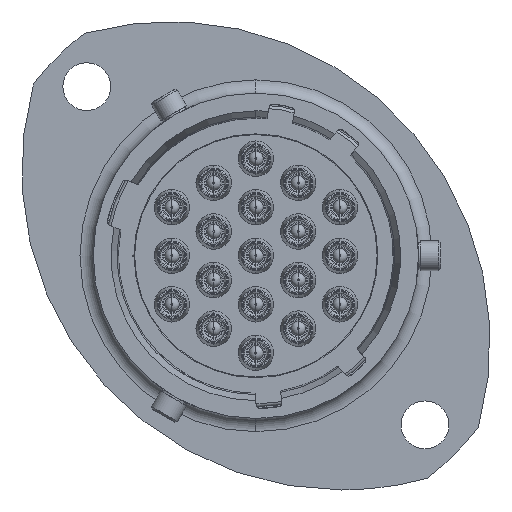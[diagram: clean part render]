
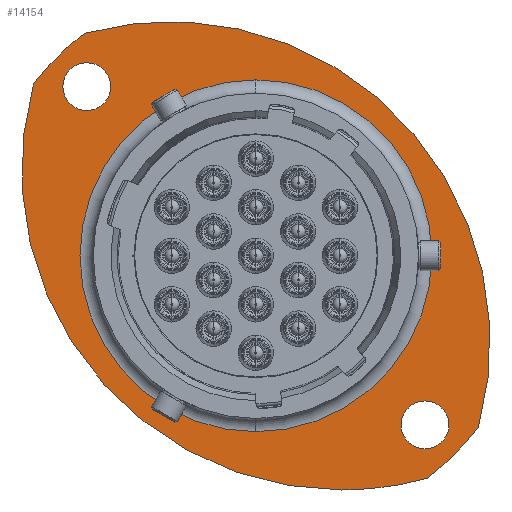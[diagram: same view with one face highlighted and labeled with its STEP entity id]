
A CAD part, left-side view. The second image highlights one B-rep face of the part: STEP entity #14154.
In plain terms, the highlighted planar face has unit normal (-1, 0, 0).
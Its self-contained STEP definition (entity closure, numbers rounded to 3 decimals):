
#395 = VERTEX_POINT ( 'NONE', #17509 ) ;
#637 = CARTESIAN_POINT ( 'NONE',  ( 15.98, -5.834, 5.834 ) ) ;
#712 = FACE_BOUND ( 'NONE', #17280, .T. ) ;
#908 = AXIS2_PLACEMENT_3D ( 'NONE', #18287, #41693, #21653 ) ;
#935 = CIRCLE ( 'NONE', #23545, 1.625 ) ;
#1225 = VERTEX_POINT ( 'NONE', #23632 ) ;
#1286 = CARTESIAN_POINT ( 'NONE',  ( 15.98, 0., -11.955 ) ) ;
#1592 = CIRCLE ( 'NONE', #908, 21.75 ) ;
#1689 = CARTESIAN_POINT ( 'NONE',  ( 15.98, -11.49, -9.865 ) ) ;
#2423 = DIRECTION ( 'NONE',  ( 0., 0., -1. ) ) ;
#2679 = DIRECTION ( 'NONE',  ( 0., 0., -1. ) ) ;
#3464 = ORIENTED_EDGE ( 'NONE', *, *, #27832, .F. ) ;
#4020 = DIRECTION ( 'NONE',  ( 0., 0., -1. ) ) ;
#4934 = VERTEX_POINT ( 'NONE', #19536 ) ;
#4951 = CARTESIAN_POINT ( 'NONE',  ( 15.98, 11.49, 11.49 ) ) ;
#5598 = CARTESIAN_POINT ( 'NONE',  ( 15.98, 15.118, 11.673 ) ) ;
#6086 = CARTESIAN_POINT ( 'NONE',  ( 15.98, 0., 0. ) ) ;
#6136 = DIRECTION ( 'NONE',  ( -1., 0., 0. ) ) ;
#6998 = CARTESIAN_POINT ( 'NONE',  ( 15.98, 0., 0. ) ) ;
#8158 = VERTEX_POINT ( 'NONE', #1286 ) ;
#8276 = DIRECTION ( 'NONE',  ( 0., 0., -1. ) ) ;
#8760 = CIRCLE ( 'NONE', #22073, 1.625 ) ;
#9274 = EDGE_CURVE ( 'NONE', #37934, #13955, #8760, .T. ) ;
#9400 = EDGE_CURVE ( 'NONE', #32495, #4934, #18230, .T. ) ;
#9416 = DIRECTION ( 'NONE',  ( 0., 0., 1. ) ) ;
#10338 = DIRECTION ( 'NONE',  ( 0., 0., -1. ) ) ;
#10351 = CIRCLE ( 'NONE', #20620, 21.75 ) ;
#11590 = EDGE_CURVE ( 'NONE', #8158, #395, #39396, .T. ) ;
#13038 = CARTESIAN_POINT ( 'NONE',  ( 15.98, 0., 0. ) ) ;
#13129 = AXIS2_PLACEMENT_3D ( 'NONE', #6086, #29555, #9416 ) ;
#13611 = CARTESIAN_POINT ( 'NONE',  ( 15.98, -5.834, 5.834 ) ) ;
#13894 = CARTESIAN_POINT ( 'NONE',  ( 15.98, -11.49, -13.115 ) ) ;
#13898 = ORIENTED_EDGE ( 'NONE', *, *, #19335, .F. ) ;
#13955 = VERTEX_POINT ( 'NONE', #13894 ) ;
#14154 = ADVANCED_FACE ( 'NONE', ( #712, #35242, #26413, #17468 ), #21633, .F. ) ;
#14499 = AXIS2_PLACEMENT_3D ( 'NONE', #13038, #36484, #16444 ) ;
#15492 = CARTESIAN_POINT ( 'NONE',  ( 15.98, -5.834, -15.916 ) ) ;
#15848 = CARTESIAN_POINT ( 'NONE',  ( 15.98, 11.49, 11.49 ) ) ;
#16444 = DIRECTION ( 'NONE',  ( 0., 0., 1. ) ) ;
#16996 = DIRECTION ( 'NONE',  ( 0., 0., -1. ) ) ;
#17163 = CIRCLE ( 'NONE', #19801, 11.955 ) ;
#17280 = EDGE_LOOP ( 'NONE', ( #42893, #18818 ) ) ;
#17468 = FACE_OUTER_BOUND ( 'NONE', #30064, .T. ) ;
#17509 = CARTESIAN_POINT ( 'NONE',  ( 15.98, 0., 11.955 ) ) ;
#18078 = CARTESIAN_POINT ( 'NONE',  ( 15.98, -11.673, -15.118 ) ) ;
#18230 = CIRCLE ( 'NONE', #14499, 19.1 ) ;
#18287 = CARTESIAN_POINT ( 'NONE',  ( 15.98, 5.834, -5.834 ) ) ;
#18299 = EDGE_LOOP ( 'NONE', ( #31293, #3464 ) ) ;
#18424 = DIRECTION ( 'NONE',  ( 1., 0., 0. ) ) ;
#18818 = ORIENTED_EDGE ( 'NONE', *, *, #42837, .T. ) ;
#18931 = EDGE_LOOP ( 'NONE', ( #13898, #33270 ) ) ;
#19210 = DIRECTION ( 'NONE',  ( 0., 0., -1. ) ) ;
#19335 = EDGE_CURVE ( 'NONE', #13955, #37934, #935, .T. ) ;
#19536 = CARTESIAN_POINT ( 'NONE',  ( 15.98, -15.118, -11.673 ) ) ;
#19801 = AXIS2_PLACEMENT_3D ( 'NONE', #6998, #30459, #10338 ) ;
#20120 = ORIENTED_EDGE ( 'NONE', *, *, #9400, .T. ) ;
#20620 = AXIS2_PLACEMENT_3D ( 'NONE', #637, #24097, #4020 ) ;
#20783 = CARTESIAN_POINT ( 'NONE',  ( 15.98, 11.49, 13.115 ) ) ;
#21196 = EDGE_CURVE ( 'NONE', #1225, #25473, #26564, .T. ) ;
#21633 = PLANE ( 'NONE',  #38045 ) ;
#21653 = DIRECTION ( 'NONE',  ( 0., 0., -1. ) ) ;
#21843 = AXIS2_PLACEMENT_3D ( 'NONE', #13611, #37035, #16996 ) ;
#22073 = AXIS2_PLACEMENT_3D ( 'NONE', #42489, #22468, #2423 ) ;
#22135 = VERTEX_POINT ( 'NONE', #25127 ) ;
#22468 = DIRECTION ( 'NONE',  ( -1., 0., 0. ) ) ;
#22739 = DIRECTION ( 'NONE',  ( 1., 0., 0. ) ) ;
#22927 = AXIS2_PLACEMENT_3D ( 'NONE', #15848, #39259, #19210 ) ;
#23545 = AXIS2_PLACEMENT_3D ( 'NONE', #26243, #6136, #29622 ) ;
#23632 = CARTESIAN_POINT ( 'NONE',  ( 15.98, 11.49, 9.865 ) ) ;
#24097 = DIRECTION ( 'NONE',  ( -1., 0., 0. ) ) ;
#24237 = ORIENTED_EDGE ( 'NONE', *, *, #28893, .T. ) ;
#25127 = CARTESIAN_POINT ( 'NONE',  ( 15.98, 11.673, 15.118 ) ) ;
#25473 = VERTEX_POINT ( 'NONE', #20783 ) ;
#25795 = AXIS2_PLACEMENT_3D ( 'NONE', #42749, #22739, #2679 ) ;
#25959 = ORIENTED_EDGE ( 'NONE', *, *, #36556, .T. ) ;
#26243 = CARTESIAN_POINT ( 'NONE',  ( 15.98, -11.49, -11.49 ) ) ;
#26413 = FACE_BOUND ( 'NONE', #18931, .T. ) ;
#26564 = CIRCLE ( 'NONE', #28988, 1.625 ) ;
#27832 = EDGE_CURVE ( 'NONE', #25473, #1225, #34481, .T. ) ;
#28396 = DIRECTION ( 'NONE',  ( -1., 0., 0. ) ) ;
#28696 = CIRCLE ( 'NONE', #13129, 19.1 ) ;
#28893 = EDGE_CURVE ( 'NONE', #22135, #35718, #28696, .T. ) ;
#28988 = AXIS2_PLACEMENT_3D ( 'NONE', #4951, #28396, #8276 ) ;
#29555 = DIRECTION ( 'NONE',  ( -1., 0., 0. ) ) ;
#29622 = DIRECTION ( 'NONE',  ( 0., 0., -1. ) ) ;
#30064 = EDGE_LOOP ( 'NONE', ( #25959, #36358, #20120, #41486, #24237 ) ) ;
#30459 = DIRECTION ( 'NONE',  ( 1., 0., 0. ) ) ;
#31293 = ORIENTED_EDGE ( 'NONE', *, *, #21196, .F. ) ;
#32495 = VERTEX_POINT ( 'NONE', #18078 ) ;
#33270 = ORIENTED_EDGE ( 'NONE', *, *, #9274, .F. ) ;
#33909 = CIRCLE ( 'NONE', #21843, 21.75 ) ;
#34343 = EDGE_CURVE ( 'NONE', #34688, #32495, #33909, .T. ) ;
#34481 = CIRCLE ( 'NONE', #22927, 1.625 ) ;
#34688 = VERTEX_POINT ( 'NONE', #15492 ) ;
#35242 = FACE_BOUND ( 'NONE', #18299, .T. ) ;
#35718 = VERTEX_POINT ( 'NONE', #5598 ) ;
#36358 = ORIENTED_EDGE ( 'NONE', *, *, #34343, .T. ) ;
#36484 = DIRECTION ( 'NONE',  ( -1., 0., 0. ) ) ;
#36556 = EDGE_CURVE ( 'NONE', #35718, #34688, #10351, .T. ) ;
#37035 = DIRECTION ( 'NONE',  ( -1., 0., 0. ) ) ;
#37934 = VERTEX_POINT ( 'NONE', #1689 ) ;
#38045 = AXIS2_PLACEMENT_3D ( 'NONE', #38458, #18424, #41813 ) ;
#38458 = CARTESIAN_POINT ( 'NONE',  ( 15.98, 11.055, 0. ) ) ;
#38938 = EDGE_CURVE ( 'NONE', #4934, #22135, #1592, .T. ) ;
#39259 = DIRECTION ( 'NONE',  ( -1., 0., 0. ) ) ;
#39396 = CIRCLE ( 'NONE', #25795, 11.955 ) ;
#41486 = ORIENTED_EDGE ( 'NONE', *, *, #38938, .T. ) ;
#41693 = DIRECTION ( 'NONE',  ( -1., 0., 0. ) ) ;
#41813 = DIRECTION ( 'NONE',  ( 0., 0., -1. ) ) ;
#42489 = CARTESIAN_POINT ( 'NONE',  ( 15.98, -11.49, -11.49 ) ) ;
#42749 = CARTESIAN_POINT ( 'NONE',  ( 15.98, 0., 0. ) ) ;
#42837 = EDGE_CURVE ( 'NONE', #395, #8158, #17163, .T. ) ;
#42893 = ORIENTED_EDGE ( 'NONE', *, *, #11590, .T. ) ;
